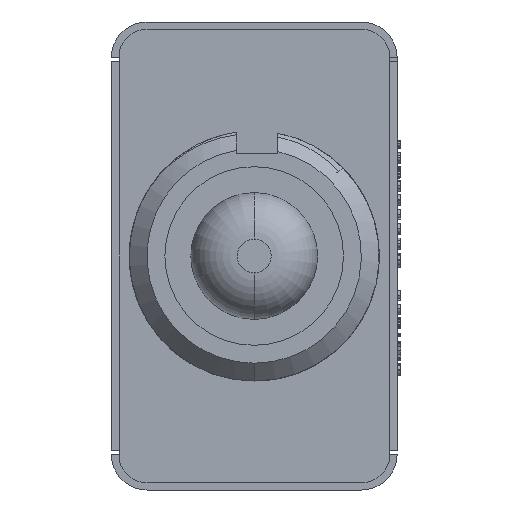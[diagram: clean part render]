
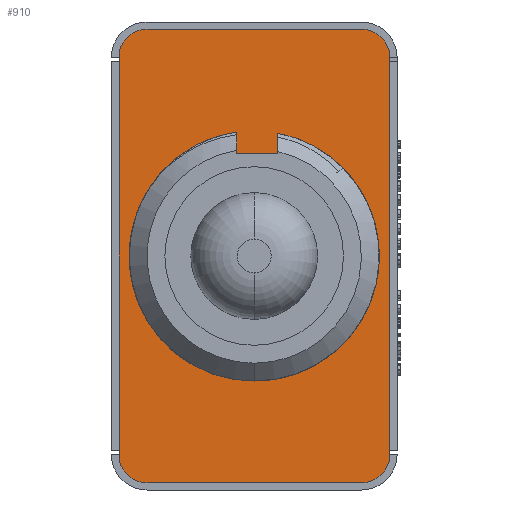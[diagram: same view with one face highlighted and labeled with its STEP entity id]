
A CAD part, left-side view. The second image highlights one B-rep face of the part: STEP entity #910.
In plain terms, the highlighted planar face has unit normal (-1, 0, 0).
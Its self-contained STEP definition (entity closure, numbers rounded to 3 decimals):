
#910=ADVANCED_FACE('NONE',(#2804,#2805),#2806,.T.);
#2804=FACE_OUTER_BOUND('',#12619,.T.);
#2805=FACE_BOUND('',#12620,.T.);
#2806=PLANE('',#12621);
#12619=EDGE_LOOP('',(#20208,#20209,#20210,#20211,#20212,#20213,#20214,#20215));
#12620=EDGE_LOOP('',(#20216,#20217,#20218,#20219,#20220));
#12621=AXIS2_PLACEMENT_3D('',#20221,#20222,#20223);
#20208=ORIENTED_EDGE('',*,*,#23760,.T.);
#20209=ORIENTED_EDGE('',*,*,#23763,.T.);
#20210=ORIENTED_EDGE('',*,*,#23765,.T.);
#20211=ORIENTED_EDGE('',*,*,#23767,.T.);
#20212=ORIENTED_EDGE('',*,*,#23769,.T.);
#20213=ORIENTED_EDGE('',*,*,#23771,.T.);
#20214=ORIENTED_EDGE('',*,*,#23773,.T.);
#20215=ORIENTED_EDGE('',*,*,#23774,.T.);
#20216=ORIENTED_EDGE('',*,*,#21480,.F.);
#20217=ORIENTED_EDGE('',*,*,#21481,.F.);
#20218=ORIENTED_EDGE('',*,*,#23775,.F.);
#20219=ORIENTED_EDGE('',*,*,#21513,.F.);
#20220=ORIENTED_EDGE('',*,*,#21413,.F.);
#20221=CARTESIAN_POINT('',(-5.15,7.0,5.55));
#20222=DIRECTION('',(-1.0,0.0,0.));
#20223=DIRECTION('',(0.0,1.0,0.0));
#21413=EDGE_CURVE('NONE',#24253,#24255,#24256,.T.);
#21480=EDGE_CURVE('NONE',#24377,#24253,#24379,.T.);
#21481=EDGE_CURVE('NONE',#24380,#24377,#24381,.T.);
#21513=EDGE_CURVE('NONE',#24255,#24421,#24425,.T.);
#23760=EDGE_CURVE('NONE',#28155,#28153,#28156,.T.);
#23763=EDGE_CURVE('NONE',#28153,#28158,#28160,.T.);
#23765=EDGE_CURVE('NONE',#28158,#28161,#28163,.T.);
#23767=EDGE_CURVE('NONE',#28161,#28164,#28166,.T.);
#23769=EDGE_CURVE('NONE',#28164,#28167,#28169,.T.);
#23771=EDGE_CURVE('NONE',#28167,#28170,#28172,.T.);
#23773=EDGE_CURVE('NONE',#28170,#28173,#28175,.T.);
#23774=EDGE_CURVE('NONE',#28173,#28155,#28176,.T.);
#23775=EDGE_CURVE('NONE',#24421,#24380,#28177,.T.);
#24253=VERTEX_POINT('NONE',#29030);
#24255=VERTEX_POINT('NONE',#29033);
#24256=CIRCLE('',#29034,3.5);
#24377=VERTEX_POINT('NONE',#31172);
#24379=CIRCLE('',#31177,3.5);
#24380=VERTEX_POINT('NONE',#31178);
#24381=LINE('',#31179,#31180);
#24421=VERTEX_POINT('NONE',#31382);
#24425=LINE('',#31396,#31397);
#28153=VERTEX_POINT('NONE',#44398);
#28155=VERTEX_POINT('NONE',#44401);
#28156=CIRCLE('',#44402,0.8);
#28158=VERTEX_POINT('NONE',#44405);
#28160=LINE('',#44408,#44409);
#28161=VERTEX_POINT('NONE',#44410);
#28163=CIRCLE('',#44413,0.8);
#28164=VERTEX_POINT('NONE',#44414);
#28166=LINE('',#44417,#44418);
#28167=VERTEX_POINT('NONE',#44419);
#28169=CIRCLE('',#44422,0.8);
#28170=VERTEX_POINT('NONE',#44423);
#28172=LINE('',#44426,#44427);
#28173=VERTEX_POINT('NONE',#44428);
#28175=CIRCLE('',#44431,0.8);
#28176=LINE('',#44432,#44433);
#28177=LINE('',#44434,#44435);
#29030=CARTESIAN_POINT('',(-5.15,4.0,-3.5));
#29033=CARTESIAN_POINT('',(-5.15,3.339,3.437));
#29034=AXIS2_PLACEMENT_3D('',#45681,#45682,#45683);
#31172=CARTESIAN_POINT('',(-5.15,4.489,3.466));
#31177=AXIS2_PLACEMENT_3D('',#45703,#45704,#45705);
#31178=CARTESIAN_POINT('',(-5.15,4.489,2.871));
#31179=CARTESIAN_POINT('',(-5.15,4.489,2.871));
#31180=VECTOR('',#45706,1000.0);
#31382=CARTESIAN_POINT('',(-5.15,3.339,2.871));
#31396=CARTESIAN_POINT('',(-5.15,3.339,2.871));
#31397=VECTOR('',#45718,1000.0);
#44398=CARTESIAN_POINT('',(-5.15,7.775,5.75));
#44401=CARTESIAN_POINT('',(-5.15,7.0,6.35));
#44402=AXIS2_PLACEMENT_3D('',#47561,#47562,#47563);
#44405=CARTESIAN_POINT('',(-5.15,7.775,-5.75));
#44408=CARTESIAN_POINT('',(-5.15,7.775,-5.75));
#44409=VECTOR('',#47566,1000.0);
#44410=CARTESIAN_POINT('',(-5.15,7.0,-6.35));
#44413=AXIS2_PLACEMENT_3D('',#47568,#47569,#47570);
#44414=CARTESIAN_POINT('',(-5.15,1.0,-6.35));
#44417=CARTESIAN_POINT('',(-5.15,7.0,-6.35));
#44418=VECTOR('',#47572,1000.0);
#44419=CARTESIAN_POINT('',(-5.15,0.225,-5.75));
#44422=AXIS2_PLACEMENT_3D('',#47574,#47575,#47576);
#44423=CARTESIAN_POINT('',(-5.15,0.225,5.75));
#44426=CARTESIAN_POINT('',(-5.15,0.225,5.75));
#44427=VECTOR('',#47578,1000.0);
#44428=CARTESIAN_POINT('',(-5.15,1.0,6.35));
#44431=AXIS2_PLACEMENT_3D('',#47580,#47581,#47582);
#44432=CARTESIAN_POINT('',(-5.15,1.0,6.35));
#44433=VECTOR('',#47583,1000.0);
#44434=CARTESIAN_POINT('',(-5.15,4.489,2.871));
#44435=VECTOR('',#47584,1000.0);
#45681=CARTESIAN_POINT('',(-5.15,4.0,0.));
#45682=DIRECTION('',(-1.0,0.0,0.));
#45683=DIRECTION('',(0.,0.0,1.0));
#45703=CARTESIAN_POINT('',(-5.15,4.0,0.));
#45704=DIRECTION('',(-1.0,0.0,0.));
#45705=DIRECTION('',(0.,0.0,1.0));
#45706=DIRECTION('',(0.,0.0,1.0));
#45718=DIRECTION('',(0.,0.0,-1.0));
#47561=CARTESIAN_POINT('',(-5.15,7.0,5.55));
#47562=DIRECTION('',(-1.0,0.0,0.0));
#47563=DIRECTION('',(0.0,0.0,1.0));
#47566=DIRECTION('',(0.,-0.0,-1.0));
#47568=CARTESIAN_POINT('',(-5.15,7.0,-5.55));
#47569=DIRECTION('',(-1.0,0.0,0.0));
#47570=DIRECTION('',(0.0,0.0,1.0));
#47572=DIRECTION('',(0.0,-1.0,0.0));
#47574=CARTESIAN_POINT('',(-5.15,1.0,-5.55));
#47575=DIRECTION('',(-1.0,0.0,0.0));
#47576=DIRECTION('',(0.0,0.0,1.0));
#47578=DIRECTION('',(0.,0.,1.0));
#47580=CARTESIAN_POINT('',(-5.15,1.0,5.55));
#47581=DIRECTION('',(-1.0,0.0,0.0));
#47582=DIRECTION('',(0.0,0.0,1.0));
#47583=DIRECTION('',(0.0,1.0,0.0));
#47584=DIRECTION('',(0.0,1.0,0.0));
